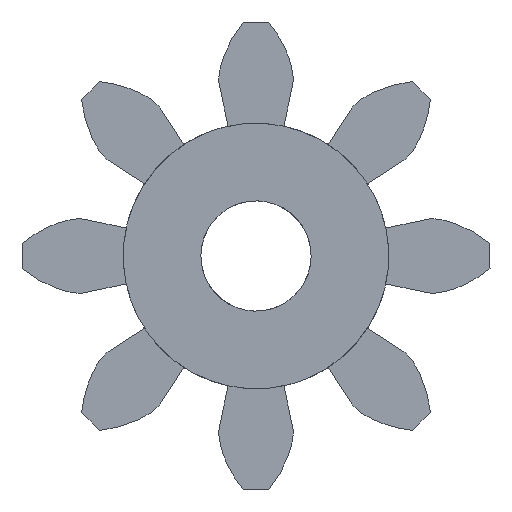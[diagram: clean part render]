
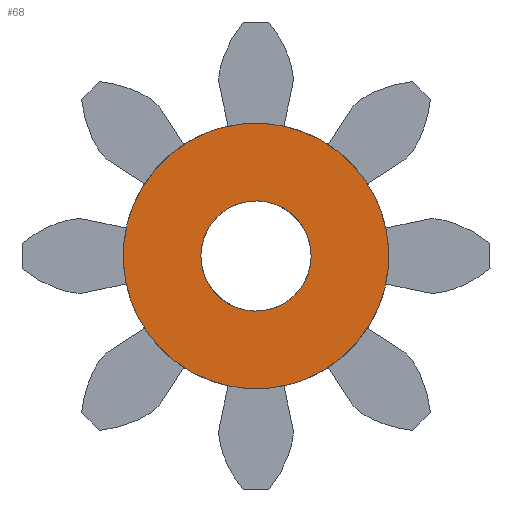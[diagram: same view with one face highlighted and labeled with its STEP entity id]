
A CAD part, left-side view. The second image highlights one B-rep face of the part: STEP entity #68.
In plain terms, the highlighted planar face has unit normal (-1, 0, 0).
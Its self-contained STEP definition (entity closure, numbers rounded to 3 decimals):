
#16=FACE_BOUND('',#198,.T.);
#68=ADVANCED_FACE('',(#132,#16),#1000,.T.);
#132=FACE_OUTER_BOUND('',#197,.T.);
#197=EDGE_LOOP('',(#472,#473));
#198=EDGE_LOOP('',(#474,#475));
#472=ORIENTED_EDGE('',*,*,#692,.T.);
#473=ORIENTED_EDGE('',*,*,#716,.T.);
#474=ORIENTED_EDGE('',*,*,#693,.T.);
#475=ORIENTED_EDGE('',*,*,#719,.T.);
#692=EDGE_CURVE('',#989,#996,#865,.T.);
#693=EDGE_CURVE('',#990,#998,#866,.T.);
#716=EDGE_CURVE('',#996,#989,#887,.T.);
#719=EDGE_CURVE('',#998,#990,#889,.T.);
#865=(
BOUNDED_CURVE()
B_SPLINE_CURVE(2,(#2902,#2903,#2904,#2905,#2906),.UNSPECIFIED.,.F.,.F.)
B_SPLINE_CURVE_WITH_KNOTS((3,2,3),(0.,3.026,6.052),
 .UNSPECIFIED.)
CURVE()
GEOMETRIC_REPRESENTATION_ITEM()
RATIONAL_B_SPLINE_CURVE((1.,0.707,1.,0.707,1.))
REPRESENTATION_ITEM('')
);
#866=(
BOUNDED_CURVE()
B_SPLINE_CURVE(2,(#2907,#2908,#2909,#2910,#2911),.UNSPECIFIED.,.F.,.F.)
B_SPLINE_CURVE_WITH_KNOTS((3,2,3),(0.,1.257,2.513),
 .UNSPECIFIED.)
CURVE()
GEOMETRIC_REPRESENTATION_ITEM()
RATIONAL_B_SPLINE_CURVE((1.,0.707,1.,0.707,1.))
REPRESENTATION_ITEM('')
);
#887=(
BOUNDED_CURVE()
B_SPLINE_CURVE(2,(#2983,#2984,#2985,#2986,#2987),.UNSPECIFIED.,.F.,.F.)
B_SPLINE_CURVE_WITH_KNOTS((3,2,3),(6.052,9.078,12.104),
 .UNSPECIFIED.)
CURVE()
GEOMETRIC_REPRESENTATION_ITEM()
RATIONAL_B_SPLINE_CURVE((1.,0.707,1.,0.707,1.))
REPRESENTATION_ITEM('')
);
#889=(
BOUNDED_CURVE()
B_SPLINE_CURVE(2,(#2993,#2994,#2995,#2996,#2997),.UNSPECIFIED.,.F.,.F.)
B_SPLINE_CURVE_WITH_KNOTS((3,2,3),(2.513,3.77,5.027),
 .UNSPECIFIED.)
CURVE()
GEOMETRIC_REPRESENTATION_ITEM()
RATIONAL_B_SPLINE_CURVE((1.,0.707,1.,0.707,1.))
REPRESENTATION_ITEM('')
);
#989=VERTEX_POINT('',#2045);
#990=VERTEX_POINT('',#2046);
#996=VERTEX_POINT('',#2052);
#998=VERTEX_POINT('',#2054);
#1000=PLANE('',#1084);
#1084=AXIS2_PLACEMENT_3D('',#1898,#1097,$);
#1097=DIRECTION('',(-1.,0.,0.));
#1898=CARTESIAN_POINT('',(3.863,-4.83,16.918));
#2045=CARTESIAN_POINT('',(3.863,-1.685,16.289));
#2046=CARTESIAN_POINT('',(3.863,-1.977,15.175));
#2052=CARTESIAN_POINT('',(3.863,-3.159,12.73));
#2054=CARTESIAN_POINT('',(3.863,-2.866,13.844));
#2902=CARTESIAN_POINT('',(3.863,-1.685,16.289));
#2903=CARTESIAN_POINT('',(3.863,0.095,15.552));
#2904=CARTESIAN_POINT('',(3.863,-0.642,13.772));
#2905=CARTESIAN_POINT('',(3.863,-1.379,11.993));
#2906=CARTESIAN_POINT('',(3.863,-3.159,12.73));
#2907=CARTESIAN_POINT('',(3.863,-1.977,15.175));
#2908=CARTESIAN_POINT('',(3.863,-2.643,15.619));
#2909=CARTESIAN_POINT('',(3.863,-3.087,14.954));
#2910=CARTESIAN_POINT('',(3.863,-3.532,14.289));
#2911=CARTESIAN_POINT('',(3.863,-2.866,13.844));
#2983=CARTESIAN_POINT('',(3.863,-3.159,12.73));
#2984=CARTESIAN_POINT('',(3.863,-4.939,13.467));
#2985=CARTESIAN_POINT('',(3.863,-4.202,15.247));
#2986=CARTESIAN_POINT('',(3.863,-3.464,17.027));
#2987=CARTESIAN_POINT('',(3.863,-1.685,16.289));
#2993=CARTESIAN_POINT('',(3.863,-2.866,13.844));
#2994=CARTESIAN_POINT('',(3.863,-2.201,13.4));
#2995=CARTESIAN_POINT('',(3.863,-1.757,14.065));
#2996=CARTESIAN_POINT('',(3.863,-1.312,14.73));
#2997=CARTESIAN_POINT('',(3.863,-1.977,15.175));
